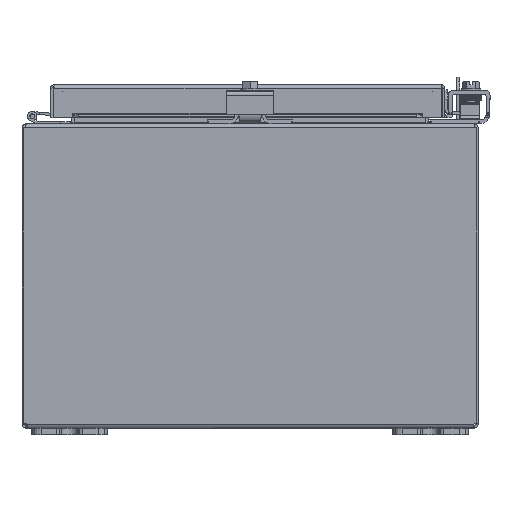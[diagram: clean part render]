
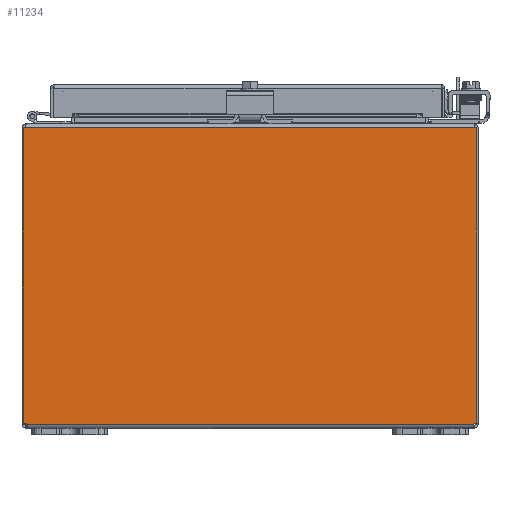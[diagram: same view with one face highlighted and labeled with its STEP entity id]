
A CAD part, front view. The second image highlights one B-rep face of the part: STEP entity #11234.
In plain terms, the highlighted planar face has unit normal (0, -1, 0).
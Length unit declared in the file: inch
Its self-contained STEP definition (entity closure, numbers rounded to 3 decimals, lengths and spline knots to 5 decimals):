
#450 = EDGE_CURVE ( 'NONE', #12358, #34287, #42550, .T. ) ;
#1160 = VERTEX_POINT ( 'NONE', #15118 ) ;
#2088 = ORIENTED_EDGE ( 'NONE', *, *, #43444, .T. ) ;
#2618 = VERTEX_POINT ( 'NONE', #17975 ) ;
#2946 = DIRECTION ( 'NONE',  ( -1., 0., 0. ) ) ;
#3099 = DIRECTION ( 'NONE',  ( 0., 1., 0. ) ) ;
#3510 = CARTESIAN_POINT ( 'NONE',  ( -5.91495, -8., 7.89475 ) ) ;
#3787 = FACE_OUTER_BOUND ( 'NONE', #21915, .T. ) ;
#3881 = ORIENTED_EDGE ( 'NONE', *, *, #450, .T. ) ;
#4894 = ORIENTED_EDGE ( 'NONE', *, *, #32577, .T. ) ;
#5663 = EDGE_CURVE ( 'NONE', #17215, #30633, #23394, .T. ) ;
#8480 = VECTOR ( 'NONE', #20529, 39.37008 ) ;
#8639 = DIRECTION ( 'NONE',  ( 0., 1., 0. ) ) ;
#8728 = DIRECTION ( 'NONE',  ( 0., 0., 1. ) ) ;
#9881 = DIRECTION ( 'NONE',  ( 1., 0., 0. ) ) ;
#9980 = CIRCLE ( 'NONE', #37357, 0.07 ) ;
#11234 = ADVANCED_FACE ( 'NONE', ( #3787 ), #43609, .F. ) ;
#11252 = VECTOR ( 'NONE', #15830, 39.37008 ) ;
#11567 = ORIENTED_EDGE ( 'NONE', *, *, #40368, .F. ) ;
#12358 = VERTEX_POINT ( 'NONE', #35849 ) ;
#13786 = VECTOR ( 'NONE', #8728, 39.37008 ) ;
#15118 = CARTESIAN_POINT ( 'NONE',  ( 5.91495, -8., 7.89475 ) ) ;
#15356 = AXIS2_PLACEMENT_3D ( 'NONE', #23479, #3099, #26903 ) ;
#15830 = DIRECTION ( 'NONE',  ( -1., 0., 0. ) ) ;
#17215 = VERTEX_POINT ( 'NONE', #19849 ) ;
#17537 = LINE ( 'NONE', #40686, #8480 ) ;
#17975 = CARTESIAN_POINT ( 'NONE',  ( -5.963, -8., 0.12745 ) ) ;
#19849 = CARTESIAN_POINT ( 'NONE',  ( 5.963, -8., 7.89475 ) ) ;
#20303 = LINE ( 'NONE', #36074, #11252 ) ;
#20529 = DIRECTION ( 'NONE',  ( -1., 0., 0. ) ) ;
#21076 = ORIENTED_EDGE ( 'NONE', *, *, #31382, .T. ) ;
#21370 = ORIENTED_EDGE ( 'NONE', *, *, #43187, .T. ) ;
#21506 = ORIENTED_EDGE ( 'NONE', *, *, #5663, .F. ) ;
#21599 = ORIENTED_EDGE ( 'NONE', *, *, #33329, .T. ) ;
#21915 = EDGE_LOOP ( 'NONE', ( #4894, #21599, #3881, #11567, #21370, #21076, #2088, #21506 ) ) ;
#23394 = LINE ( 'NONE', #34098, #41275 ) ;
#23479 = CARTESIAN_POINT ( 'NONE',  ( 5.93789, -8., 0.06211 ) ) ;
#23799 = CARTESIAN_POINT ( 'NONE',  ( 5.963, -8., 0.12745 ) ) ;
#24306 = AXIS2_PLACEMENT_3D ( 'NONE', #42506, #42456, #42373 ) ;
#24340 = VERTEX_POINT ( 'NONE', #26665 ) ;
#24711 = VECTOR ( 'NONE', #2946, 39.37008 ) ;
#26665 = CARTESIAN_POINT ( 'NONE',  ( -5.88277, -8., 0.10525 ) ) ;
#26903 = DIRECTION ( 'NONE',  ( 1., 0., 0. ) ) ;
#27079 = LINE ( 'NONE', #42522, #13786 ) ;
#28963 = CARTESIAN_POINT ( 'NONE',  ( -5.93789, -8., 0.06211 ) ) ;
#30633 = VERTEX_POINT ( 'NONE', #23799 ) ;
#31382 = EDGE_CURVE ( 'NONE', #24340, #36944, #43606, .T. ) ;
#31965 = CARTESIAN_POINT ( 'NONE',  ( -5.963, -8., 7.89475 ) ) ;
#32366 = DIRECTION ( 'NONE',  ( 1., 0., 0. ) ) ;
#32577 = EDGE_CURVE ( 'NONE', #17215, #1160, #20303, .T. ) ;
#33329 = EDGE_CURVE ( 'NONE', #1160, #12358, #17537, .T. ) ;
#33589 = CARTESIAN_POINT ( 'NONE',  ( -5.88277, -8., 0.10525 ) ) ;
#34098 = CARTESIAN_POINT ( 'NONE',  ( 5.963, -8., 7.89475 ) ) ;
#34146 = CARTESIAN_POINT ( 'NONE',  ( 5.88277, -8., 0.10525 ) ) ;
#34287 = VERTEX_POINT ( 'NONE', #31965 ) ;
#34680 = DIRECTION ( 'NONE',  ( 0., 0., -1. ) ) ;
#34747 = VECTOR ( 'NONE', #9881, 39.37008 ) ;
#34830 = CIRCLE ( 'NONE', #15356, 0.07 ) ;
#35849 = CARTESIAN_POINT ( 'NONE',  ( -5.91495, -8., 7.89475 ) ) ;
#36074 = CARTESIAN_POINT ( 'NONE',  ( 5.963, -8., 7.89475 ) ) ;
#36944 = VERTEX_POINT ( 'NONE', #34146 ) ;
#37357 = AXIS2_PLACEMENT_3D ( 'NONE', #28963, #8639, #32366 ) ;
#40368 = EDGE_CURVE ( 'NONE', #2618, #34287, #27079, .T. ) ;
#40686 = CARTESIAN_POINT ( 'NONE',  ( 5.91495, -8., 7.89475 ) ) ;
#41275 = VECTOR ( 'NONE', #34680, 39.37008 ) ;
#42373 = DIRECTION ( 'NONE',  ( 1., 0., 0. ) ) ;
#42456 = DIRECTION ( 'NONE',  ( 0., 1., 0. ) ) ;
#42506 = CARTESIAN_POINT ( 'NONE',  ( 0., -8., 4.00948 ) ) ;
#42522 = CARTESIAN_POINT ( 'NONE',  ( -5.963, -8., 0.12745 ) ) ;
#42550 = LINE ( 'NONE', #3510, #24711 ) ;
#43187 = EDGE_CURVE ( 'NONE', #2618, #24340, #9980, .T. ) ;
#43444 = EDGE_CURVE ( 'NONE', #36944, #30633, #34830, .T. ) ;
#43606 = LINE ( 'NONE', #33589, #34747 ) ;
#43609 = PLANE ( 'NONE',  #24306 ) ;
